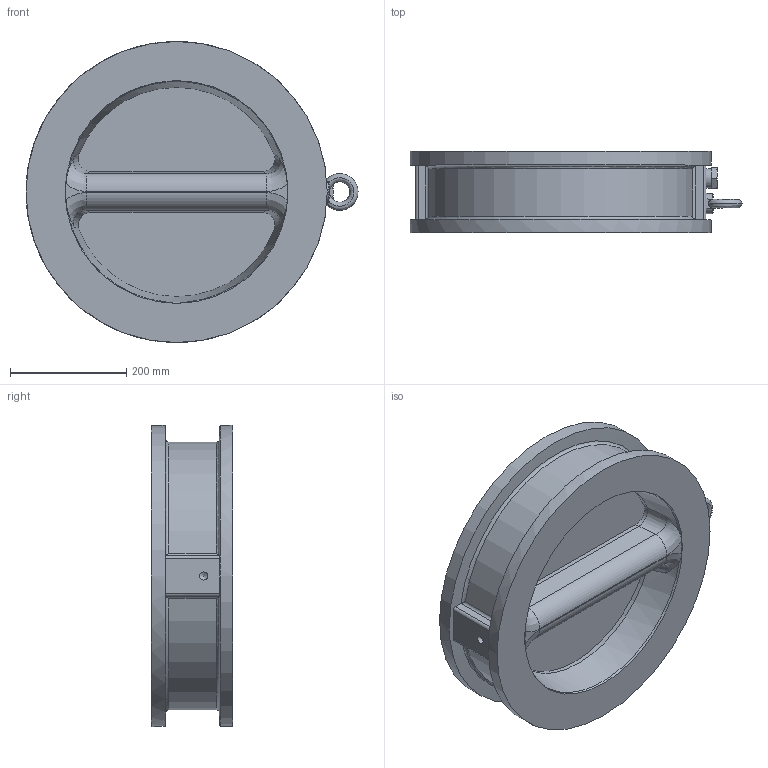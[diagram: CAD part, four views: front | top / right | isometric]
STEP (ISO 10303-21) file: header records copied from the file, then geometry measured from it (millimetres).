
FILE_DESCRIPTION((''),'2;1');
FILE_NAME('98100063.stp','2008-10-17T09:35:30',('hecker'),(''),'Autodesk Inventor 2008','Autodesk Inventor 2008','');
FILE_SCHEMA(('AUTOMOTIVE_DESIGN { 1 0 10303 214 1 1 1 1 }'));
Length unit declared in the file: millimetre
Products named in the file (1): 98100063
Bounding box: 571 x 140 x 518 mm (x, y, z)
Volume: 13332930.5 mm3; surface area: 1054721.4 mm2
Topology: 1 solids, 1 shells, 264 faces, 699 edges, 459 vertices
Faces by surface type: plane 116, cylinder 93, bspline 30, cone 15, torus 10
Full cylindrical faces by diameter (mm): 2.7 x4, 24.351 x24, 27.695 x6, 33.25 x1, 35 x3, 37 x6, 388 x1, 410 x1, 518 x2
Entity records: 23845 total; most frequent: CARTESIAN_POINT 18273, ORIENTED_EDGE 1104, DIRECTION 1004, EDGE_CURVE 552, AXIS2_PLACEMENT_3D 397, VERTEX_POINT 385, EDGE_LOOP 323, FACE_OUTER_BOUND 240
